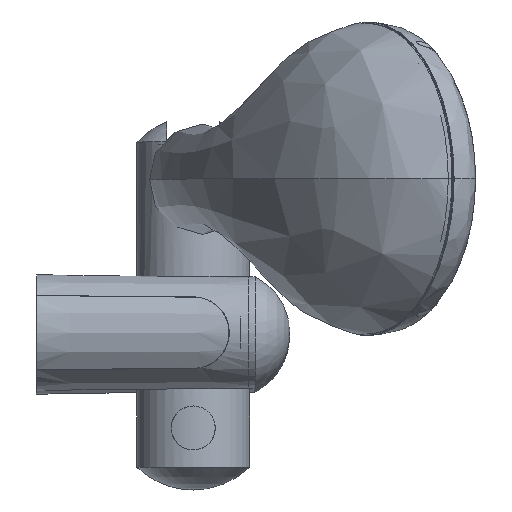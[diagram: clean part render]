
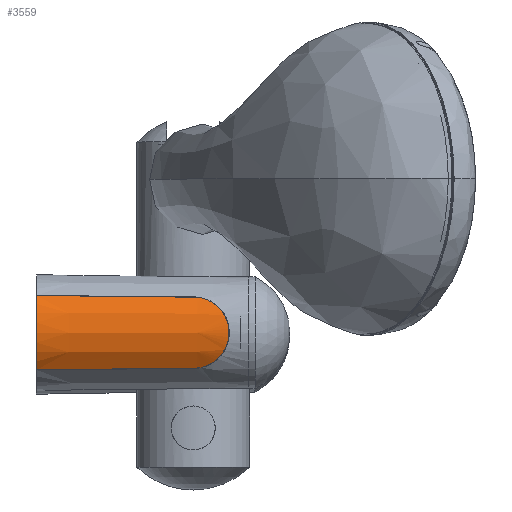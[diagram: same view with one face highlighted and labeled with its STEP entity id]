
A CAD part, top view. The second image highlights one B-rep face of the part: STEP entity #3559.
In plain terms, the highlighted conical face has half-angle 0.7 degrees and reference radius 18.607 mm.
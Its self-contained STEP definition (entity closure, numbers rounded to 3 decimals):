
#326=B_SPLINE_CURVE_WITH_KNOTS('',3,(#5979,#5980,#5981,#5982),
 .UNSPECIFIED.,.F.,.F.,(4,4),(0.,0.051),
 .UNSPECIFIED.);
#327=B_SPLINE_CURVE_WITH_KNOTS('',3,(#5985,#5986,#5987,#5988,#5989,#5990,
#5991,#5992,#5993,#5994,#5995),.UNSPECIFIED.,.F.,.F.,(4,1,1,1,1,1,1,1,4),
(0.001,0.005,0.009,0.014,
0.018,0.022,0.027,0.031,
0.035),.UNSPECIFIED.);
#328=B_SPLINE_CURVE_WITH_KNOTS('',3,(#5997,#5998,#5999,#6000),
 .UNSPECIFIED.,.F.,.F.,(4,4),(0.,0.051),
 .UNSPECIFIED.);
#635=CONICAL_SURFACE('',#4475,18.607,0.012);
#1107=ORIENTED_EDGE('',*,*,#1864,.T.);
#1108=ORIENTED_EDGE('',*,*,#1865,.T.);
#1109=ORIENTED_EDGE('',*,*,#1866,.T.);
#1110=ORIENTED_EDGE('',*,*,#1867,.T.);
#1864=EDGE_CURVE('',#2422,#2423,#326,.T.);
#1865=EDGE_CURVE('',#2423,#2424,#327,.T.);
#1866=EDGE_CURVE('',#2424,#2425,#328,.T.);
#1867=EDGE_CURVE('',#2425,#2422,#2793,.T.);
#2422=VERTEX_POINT('',#5983);
#2423=VERTEX_POINT('',#5984);
#2424=VERTEX_POINT('',#5996);
#2425=VERTEX_POINT('',#6001);
#2793=CIRCLE('',#4476,18.607);
#2885=EDGE_LOOP('',(#1107,#1108,#1109,#1110));
#3209=FACE_BOUND('',#2885,.T.);
#3559=ADVANCED_FACE('',(#3209),#635,.T.);
#4475=AXIS2_PLACEMENT_3D('',#5978,#4808,#4809);
#4476=AXIS2_PLACEMENT_3D('',#6002,#4810,#4811);
#4808=DIRECTION('',(-1.,0.,0.));
#4809=DIRECTION('',(0.,0.,-1.));
#4810=DIRECTION('',(1.,0.,0.));
#4811=DIRECTION('',(0.,1.,0.));
#5978=CARTESIAN_POINT('',(0.059,-0.008,624.102));
#5979=CARTESIAN_POINT('',(0.059,-11.844,638.459));
#5980=CARTESIAN_POINT('',(17.066,-11.665,638.336));
#5981=CARTESIAN_POINT('',(34.073,-11.487,638.214));
#5982=CARTESIAN_POINT('',(51.08,-11.309,638.09));
#5983=CARTESIAN_POINT('',(0.059,-11.844,638.459));
#5984=CARTESIAN_POINT('',(51.08,-11.309,638.09));
#5985=CARTESIAN_POINT('',(51.08,-11.309,638.09));
#5986=CARTESIAN_POINT('',(52.51,-11.18,638.173));
#5987=CARTESIAN_POINT('',(55.276,-10.37,638.794));
#5988=CARTESIAN_POINT('',(58.57,-7.875,640.289));
#5989=CARTESIAN_POINT('',(60.826,-4.353,641.59));
#5990=CARTESIAN_POINT('',(61.69,-0.052,642.14));
#5991=CARTESIAN_POINT('',(60.853,4.289,641.605));
#5992=CARTESIAN_POINT('',(58.592,7.84,640.299));
#5993=CARTESIAN_POINT('',(55.315,10.338,638.806));
#5994=CARTESIAN_POINT('',(52.552,11.16,638.176));
#5995=CARTESIAN_POINT('',(51.119,11.295,638.089));
#5996=CARTESIAN_POINT('',(51.119,11.295,638.089));
#5997=CARTESIAN_POINT('',(51.119,11.295,638.089));
#5998=CARTESIAN_POINT('',(34.099,11.473,638.213));
#5999=CARTESIAN_POINT('',(17.079,11.651,638.336));
#6000=CARTESIAN_POINT('',(0.059,11.829,638.458));
#6001=CARTESIAN_POINT('',(0.059,11.829,638.458));
#6002=CARTESIAN_POINT('',(0.059,-0.008,624.102));
